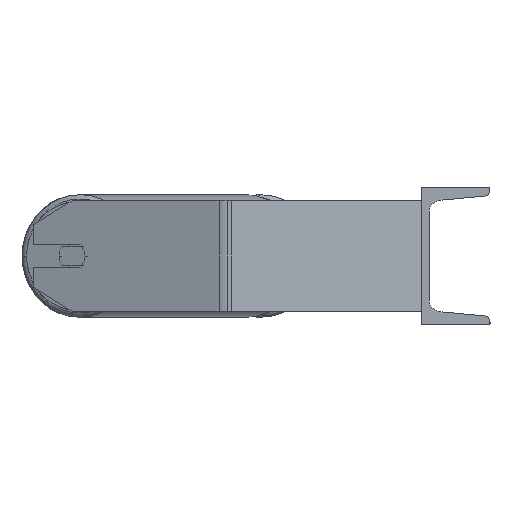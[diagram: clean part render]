
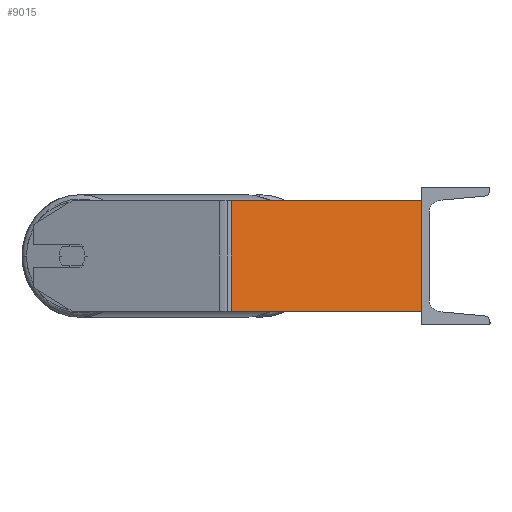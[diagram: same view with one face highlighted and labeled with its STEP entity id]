
A CAD part, left-side view. The second image highlights one B-rep face of the part: STEP entity #9015.
In plain terms, the highlighted planar face has unit normal (-0.985, -0.174, 0).
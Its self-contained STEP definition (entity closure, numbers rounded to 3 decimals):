
#866 = LINE ( 'NONE', #8671, #1017 ) ;
#1017 = VECTOR ( 'NONE', #4291, 1000. ) ;
#1075 = DIRECTION ( 'NONE',  ( -0.174, 0.985, 0. ) ) ;
#1244 = CARTESIAN_POINT ( 'NONE',  ( -610.025, 141.925, -40. ) ) ;
#1950 = LINE ( 'NONE', #1244, #2066 ) ;
#1992 = DIRECTION ( 'NONE',  ( 0.174, -0.985, 0. ) ) ;
#2036 = CARTESIAN_POINT ( 'NONE',  ( -609.281, 137.703, 40. ) ) ;
#2066 = VECTOR ( 'NONE', #1992, 1000. ) ;
#2072 = DIRECTION ( 'NONE',  ( 0., 0., -1. ) ) ;
#2117 = LINE ( 'NONE', #5630, #8399 ) ;
#2400 = VERTEX_POINT ( 'NONE', #2036 ) ;
#2514 = DIRECTION ( 'NONE',  ( 0.985, 0.174, 0. ) ) ;
#2669 = EDGE_CURVE ( 'NONE', #2400, #4041, #2117, .T. ) ;
#2737 = ORIENTED_EDGE ( 'NONE', *, *, #8639, .F. ) ;
#3294 = PLANE ( 'NONE',  #4606 ) ;
#3597 = ORIENTED_EDGE ( 'NONE', *, *, #6537, .T. ) ;
#3615 = ORIENTED_EDGE ( 'NONE', *, *, #2669, .T. ) ;
#3668 = ORIENTED_EDGE ( 'NONE', *, *, #6591, .F. ) ;
#3976 = CARTESIAN_POINT ( 'NONE',  ( -585., 0., -40. ) ) ;
#4041 = VERTEX_POINT ( 'NONE', #5081 ) ;
#4291 = DIRECTION ( 'NONE',  ( 0., 0., -1. ) ) ;
#4606 = AXIS2_PLACEMENT_3D ( 'NONE', #6712, #2514, #1075 ) ;
#4752 = DIRECTION ( 'NONE',  ( 0.174, -0.985, 0. ) ) ;
#5081 = CARTESIAN_POINT ( 'NONE',  ( -609.281, 137.703, -40. ) ) ;
#5399 = CARTESIAN_POINT ( 'NONE',  ( -610.025, 141.925, 40. ) ) ;
#5431 = FACE_OUTER_BOUND ( 'NONE', #7879, .T. ) ;
#5630 = CARTESIAN_POINT ( 'NONE',  ( -609.281, 137.703, 40. ) ) ;
#5643 = VECTOR ( 'NONE', #4752, 1000. ) ;
#6537 = EDGE_CURVE ( 'NONE', #4041, #7628, #1950, .T. ) ;
#6591 = EDGE_CURVE ( 'NONE', #8755, #7628, #866, .T. ) ;
#6712 = CARTESIAN_POINT ( 'NONE',  ( -610.025, 141.925, 40. ) ) ;
#7628 = VERTEX_POINT ( 'NONE', #3976 ) ;
#7879 = EDGE_LOOP ( 'NONE', ( #3597, #3668, #2737, #3615 ) ) ;
#8399 = VECTOR ( 'NONE', #2072, 1000. ) ;
#8434 = CARTESIAN_POINT ( 'NONE',  ( -585., 0., 40. ) ) ;
#8639 = EDGE_CURVE ( 'NONE', #2400, #8755, #8898, .T. ) ;
#8671 = CARTESIAN_POINT ( 'NONE',  ( -585., 0., 40. ) ) ;
#8755 = VERTEX_POINT ( 'NONE', #8434 ) ;
#8898 = LINE ( 'NONE', #5399, #5643 ) ;
#9015 = ADVANCED_FACE ( 'NONE', ( #5431 ), #3294, .F. ) ;
